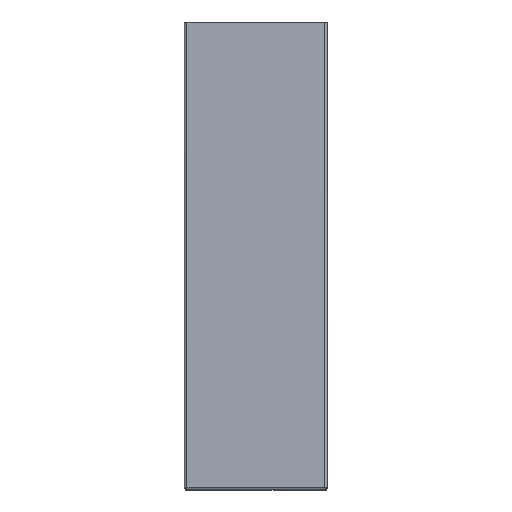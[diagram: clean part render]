
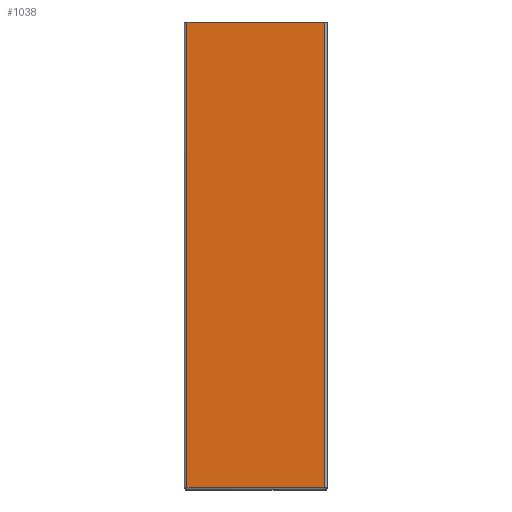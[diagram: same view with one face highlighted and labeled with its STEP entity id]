
A CAD part, front view. The second image highlights one B-rep face of the part: STEP entity #1038.
In plain terms, the highlighted planar face has unit normal (0, -1, 0).
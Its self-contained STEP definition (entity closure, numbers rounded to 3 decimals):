
#62=PLANE('',#1123);
#113=FACE_OUTER_BOUND('',#171,.T.);
#171=EDGE_LOOP('',(#853,#854,#855,#856));
#247=LINE('',#1548,#353);
#254=LINE('',#1601,#360);
#273=LINE('',#1701,#379);
#281=LINE('',#1753,#387);
#353=VECTOR('',#1261,10.);
#360=VECTOR('',#1282,10.);
#379=VECTOR('',#1317,10.);
#387=VECTOR('',#1339,10.);
#473=VERTEX_POINT('',#1539);
#474=VERTEX_POINT('',#1547);
#479=VERTEX_POINT('',#1593);
#491=VERTEX_POINT('',#1699);
#574=EDGE_CURVE('',#474,#473,#247,.T.);
#585=EDGE_CURVE('',#473,#479,#254,.T.);
#608=EDGE_CURVE('',#479,#491,#273,.T.);
#619=EDGE_CURVE('',#474,#491,#281,.T.);
#853=ORIENTED_EDGE('',*,*,#574,.T.);
#854=ORIENTED_EDGE('',*,*,#585,.T.);
#855=ORIENTED_EDGE('',*,*,#608,.T.);
#856=ORIENTED_EDGE('',*,*,#619,.F.);
#1038=ADVANCED_FACE('',(#113),#62,.T.);
#1123=AXIS2_PLACEMENT_3D('',#1755,#1341,#1342);
#1261=DIRECTION('',(0.,0.,-1.));
#1282=DIRECTION('',(1.,0.,0.));
#1317=DIRECTION('',(0.,0.,1.));
#1339=DIRECTION('',(1.,0.,0.));
#1341=DIRECTION('center_axis',(0.,-1.,0.));
#1342=DIRECTION('ref_axis',(0.,0.,1.));
#1539=CARTESIAN_POINT('',(-49.2,-21.3,-126.));
#1547=CARTESIAN_POINT('',(-49.2,-21.3,206.2));
#1548=CARTESIAN_POINT('',(-49.2,-21.3,122.7));
#1593=CARTESIAN_POINT('',(49.2,-21.3,-126.));
#1601=CARTESIAN_POINT('',(-24.6,-21.3,-126.));
#1699=CARTESIAN_POINT('',(49.2,-21.3,206.2));
#1701=CARTESIAN_POINT('',(49.2,-21.3,-43.4));
#1753=CARTESIAN_POINT('',(51.,-21.3,206.2));
#1755=CARTESIAN_POINT('Origin',(0.,-21.3,39.2));
